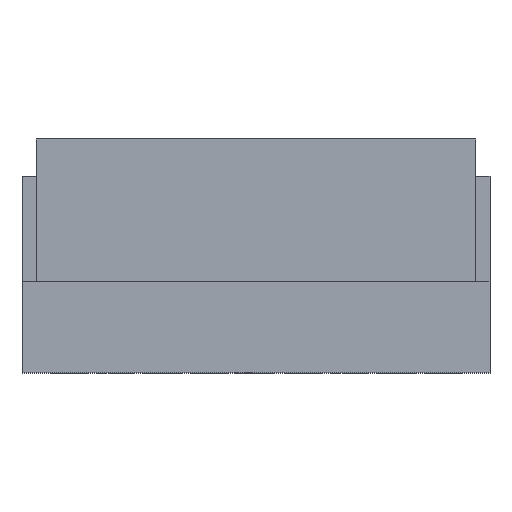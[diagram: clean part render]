
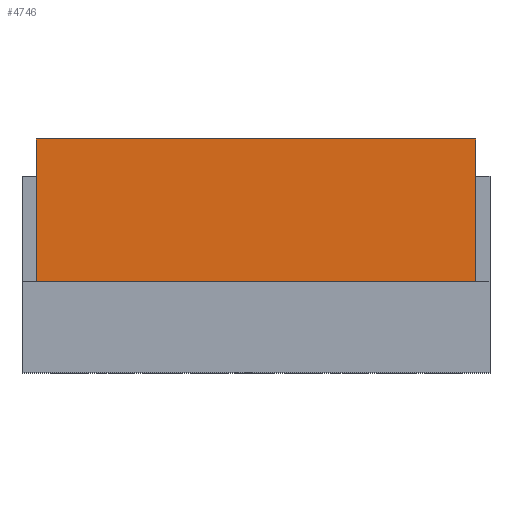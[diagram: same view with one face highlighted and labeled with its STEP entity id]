
A CAD part, front view. The second image highlights one B-rep face of the part: STEP entity #4746.
In plain terms, the highlighted planar face has unit normal (0, -1, 0).
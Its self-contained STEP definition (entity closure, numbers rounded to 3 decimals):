
#2901 = CARTESIAN_POINT ( 'NONE',  ( 4.7, -3.55, 0.85 ) ) ;
#2902 = CARTESIAN_POINT ( 'NONE',  ( -4.7, -3.55, 0.85 ) ) ;
#2997 = FACE_OUTER_BOUND ( 'NONE', #4747, .T. ) ;
#3040 = DIRECTION ( 'NONE',  ( 0., 0., -1. ) ) ;
#3041 = VECTOR ( 'NONE', #3040, 1000. ) ;
#3042 = CARTESIAN_POINT ( 'NONE',  ( -4.7, -3.55, 3.9 ) ) ;
#3043 = LINE ( 'NONE', #3042, #3041 ) ;
#3044 = DIRECTION ( 'NONE',  ( 0., 0., 1. ) ) ;
#3045 = DIRECTION ( 'NONE',  ( 0., 1., 0. ) ) ;
#3046 = CARTESIAN_POINT ( 'NONE',  ( 5., -3.55, 0.85 ) ) ;
#3047 = AXIS2_PLACEMENT_3D ( 'NONE', #3046, #3045, #3044 ) ;
#3048 = PLANE ( 'NONE',  #3047 ) ;
#3123 = DIRECTION ( 'NONE',  ( -1., 0., 0. ) ) ;
#3124 = VECTOR ( 'NONE', #3123, 1000. ) ;
#3125 = CARTESIAN_POINT ( 'NONE',  ( 5., -3.55, 0.85 ) ) ;
#3126 = LINE ( 'NONE', #3125, #3124 ) ;
#3177 = DIRECTION ( 'NONE',  ( 0., 0., -1. ) ) ;
#3178 = VECTOR ( 'NONE', #3177, 1000. ) ;
#3179 = CARTESIAN_POINT ( 'NONE',  ( 4.7, -3.55, 3.9 ) ) ;
#3180 = LINE ( 'NONE', #3179, #3178 ) ;
#3291 = CARTESIAN_POINT ( 'NONE',  ( 4.7, -3.55, 3.9 ) ) ;
#3292 = DIRECTION ( 'NONE',  ( -1., 0., 0. ) ) ;
#3293 = VECTOR ( 'NONE', #3292, 1000. ) ;
#3294 = CARTESIAN_POINT ( 'NONE',  ( 5., -3.55, 3.9 ) ) ;
#3295 = LINE ( 'NONE', #3294, #3293 ) ;
#3296 = CARTESIAN_POINT ( 'NONE',  ( -4.7, -3.55, 3.9 ) ) ;
#4683 = VERTEX_POINT ( 'NONE', #2902 ) ;
#4684 = VERTEX_POINT ( 'NONE', #2901 ) ;
#4746 = ADVANCED_FACE ( 'NONE', ( #2997 ), #3048, .F. ) ;
#4747 = EDGE_LOOP ( 'NONE', ( #4748, #4749, #4781, #4783 ) ) ;
#4748 = ORIENTED_EDGE ( 'NONE', *, *, #4859, .T. ) ;
#4749 = ORIENTED_EDGE ( 'NONE', *, *, #4750, .T. ) ;
#4750 = EDGE_CURVE ( 'NONE', #4857, #4683, #3043, .T. ) ;
#4781 = ORIENTED_EDGE ( 'NONE', *, *, #4782, .F. ) ;
#4782 = EDGE_CURVE ( 'NONE', #4684, #4683, #3126, .T. ) ;
#4783 = ORIENTED_EDGE ( 'NONE', *, *, #4827, .F. ) ;
#4827 = EDGE_CURVE ( 'NONE', #4860, #4684, #3180, .T. ) ;
#4857 = VERTEX_POINT ( 'NONE', #3296 ) ;
#4859 = EDGE_CURVE ( 'NONE', #4860, #4857, #3295, .T. ) ;
#4860 = VERTEX_POINT ( 'NONE', #3291 ) ;
